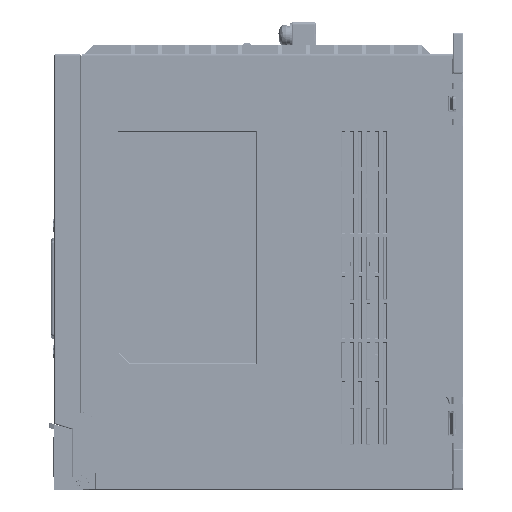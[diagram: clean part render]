
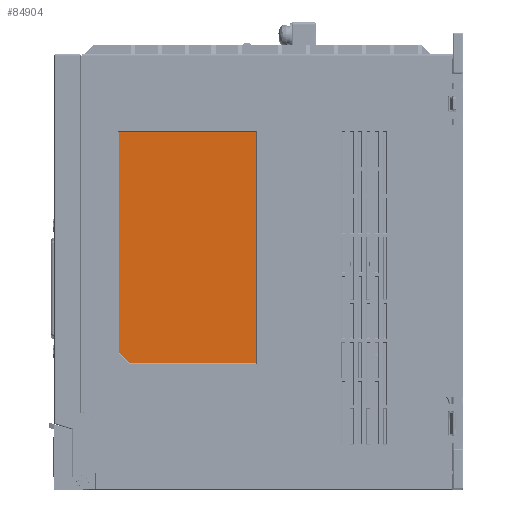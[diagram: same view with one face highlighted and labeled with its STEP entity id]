
A CAD part, left-side view. The second image highlights one B-rep face of the part: STEP entity #84904.
In plain terms, the highlighted planar face has unit normal (1, 0, 0).
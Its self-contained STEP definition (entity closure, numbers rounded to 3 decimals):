
#84857=DIRECTION('',(0.,0.,1.));
#84858=VECTOR('',#84857,86.);
#84859=CARTESIAN_POINT('',(-17.2,2.,-114.9));
#84860=LINE('',#84859,#84858);
#84861=DIRECTION('',(0.,1.,0.));
#84862=VECTOR('',#84861,51.);
#84863=CARTESIAN_POINT('',(-17.2,2.,-28.9));
#84864=LINE('',#84863,#84862);
#84865=DIRECTION('',(0.,0.,-1.));
#84866=VECTOR('',#84865,82.);
#84867=CARTESIAN_POINT('',(-17.2,53.,-28.9));
#84868=LINE('',#84867,#84866);
#84869=DIRECTION('',(0.,-0.707,-0.707));
#84870=VECTOR('',#84869,5.657);
#84871=CARTESIAN_POINT('',(-17.2,53.,-110.9));
#84872=LINE('',#84871,#84870);
#84873=DIRECTION('',(0.,-1.,0.));
#84874=VECTOR('',#84873,47.);
#84875=CARTESIAN_POINT('',(-17.2,49.,-114.9));
#84876=LINE('',#84875,#84874);
#84877=CARTESIAN_POINT('',(-17.2,2.,-28.9));
#84878=CARTESIAN_POINT('',(-17.2,2.,-114.9));
#84879=VERTEX_POINT('',#84877);
#84880=VERTEX_POINT('',#84878);
#84881=CARTESIAN_POINT('',(-17.2,49.,-114.9));
#84882=VERTEX_POINT('',#84881);
#84883=CARTESIAN_POINT('',(-17.2,53.,-110.9));
#84884=VERTEX_POINT('',#84883);
#84885=CARTESIAN_POINT('',(-17.2,53.,-28.9));
#84886=VERTEX_POINT('',#84885);
#84887=CARTESIAN_POINT('',(-17.2,27.5,-71.9));
#84888=DIRECTION('',(1.,0.,0.));
#84889=DIRECTION('',(0.,0.,-1.));
#84890=AXIS2_PLACEMENT_3D('',#84887,#84888,#84889);
#84891=PLANE('',#84890);
#84893=ORIENTED_EDGE('',*,*,#84892,.T.);
#84895=ORIENTED_EDGE('',*,*,#84894,.T.);
#84897=ORIENTED_EDGE('',*,*,#84896,.T.);
#84899=ORIENTED_EDGE('',*,*,#84898,.T.);
#84901=ORIENTED_EDGE('',*,*,#84900,.T.);
#84902=EDGE_LOOP('',(#84893,#84895,#84897,#84899,#84901));
#84903=FACE_OUTER_BOUND('',#84902,.F.);
#84904=ADVANCED_FACE('',(#84903),#84891,.T.);
#84892=EDGE_CURVE('',#84880,#84879,#84860,.T.);
#84894=EDGE_CURVE('',#84879,#84886,#84864,.T.);
#84896=EDGE_CURVE('',#84886,#84884,#84868,.T.);
#84898=EDGE_CURVE('',#84884,#84882,#84872,.T.);
#84900=EDGE_CURVE('',#84882,#84880,#84876,.T.);
